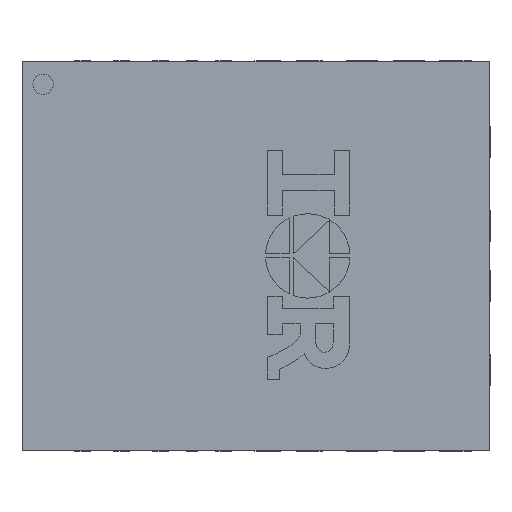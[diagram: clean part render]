
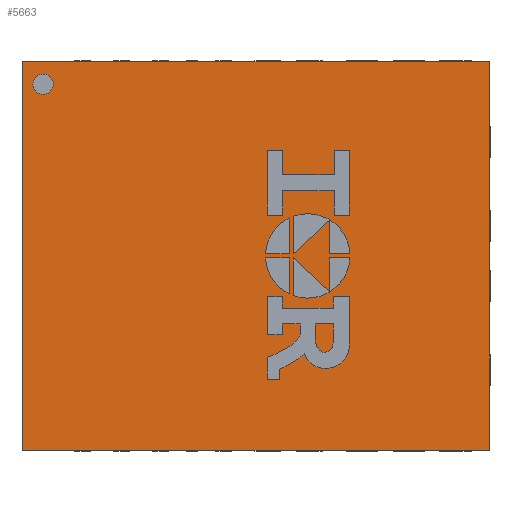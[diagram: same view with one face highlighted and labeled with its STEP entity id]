
A CAD part, top view. The second image highlights one B-rep face of the part: STEP entity #5663.
In plain terms, the highlighted planar face has unit normal (0, 0, 1).
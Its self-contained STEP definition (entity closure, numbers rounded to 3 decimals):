
#79=LINE('',#8263,#732);
#83=LINE('',#8270,#736);
#86=LINE('',#8276,#739);
#88=LINE('',#8279,#741);
#732=VECTOR('',#6563,1000.);
#736=VECTOR('',#6569,1000.);
#739=VECTOR('',#6574,1000.);
#741=VECTOR('',#6578,1000.);
#1387=PLANE('',#6036);
#1633=FACE_BOUND('',#1984,.T.);
#1642=FACE_OUTER_BOUND('',#1983,.T.);
#1983=EDGE_LOOP('',(#3915,#3916,#3917,#3918));
#1984=EDGE_LOOP('',(#3919));
#2323=CIRCLE('',#6031,0.13);
#2505=VERTEX_POINT('',#8254);
#2508=VERTEX_POINT('',#8260);
#2509=VERTEX_POINT('',#8262);
#2511=VERTEX_POINT('',#8268);
#2513=VERTEX_POINT('',#8274);
#3063=EDGE_CURVE('',#2505,#2505,#2323,.T.);
#3066=EDGE_CURVE('',#2509,#2508,#79,.T.);
#3070=EDGE_CURVE('',#2508,#2511,#83,.T.);
#3073=EDGE_CURVE('',#2511,#2513,#86,.T.);
#3075=EDGE_CURVE('',#2513,#2509,#88,.T.);
#3915=ORIENTED_EDGE('',*,*,#3066,.T.);
#3916=ORIENTED_EDGE('',*,*,#3070,.T.);
#3917=ORIENTED_EDGE('',*,*,#3073,.T.);
#3918=ORIENTED_EDGE('',*,*,#3075,.T.);
#3919=ORIENTED_EDGE('',*,*,#3063,.F.);
#5663=ADVANCED_FACE('',(#1642,#1633),#1387,.T.);
#6031=AXIS2_PLACEMENT_3D('',#8255,#6557,#6558);
#6036=AXIS2_PLACEMENT_3D('',#8280,#6579,#6580);
#6557=DIRECTION('center_axis',(0.,0.,1.));
#6558=DIRECTION('ref_axis',(0.,-1.,0.));
#6563=DIRECTION('',(1.,0.,0.));
#6569=DIRECTION('',(0.,1.,0.));
#6574=DIRECTION('',(-1.,0.,0.));
#6578=DIRECTION('',(0.,-1.,0.));
#6579=DIRECTION('center_axis',(0.,0.,1.));
#6580=DIRECTION('ref_axis',(0.,-1.,0.));
#8254=CARTESIAN_POINT('',(-2.73,2.07,0.95));
#8255=CARTESIAN_POINT('Origin',(-2.73,2.2,0.95));
#8260=CARTESIAN_POINT('',(2.99,-2.49,0.95));
#8262=CARTESIAN_POINT('',(-2.99,-2.49,0.95));
#8263=CARTESIAN_POINT('',(2.99,-2.49,0.95));
#8268=CARTESIAN_POINT('',(2.99,2.49,0.95));
#8270=CARTESIAN_POINT('',(2.99,2.49,0.95));
#8274=CARTESIAN_POINT('',(-2.99,2.49,0.95));
#8276=CARTESIAN_POINT('',(2.99,2.49,0.95));
#8279=CARTESIAN_POINT('',(-2.99,2.49,0.95));
#8280=CARTESIAN_POINT('Origin',(0.,0.,0.95));
